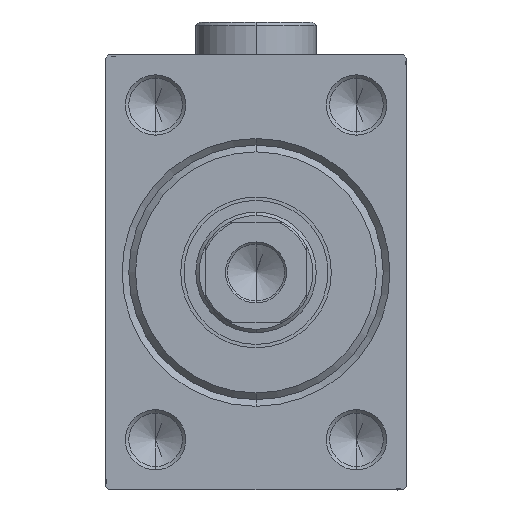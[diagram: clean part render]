
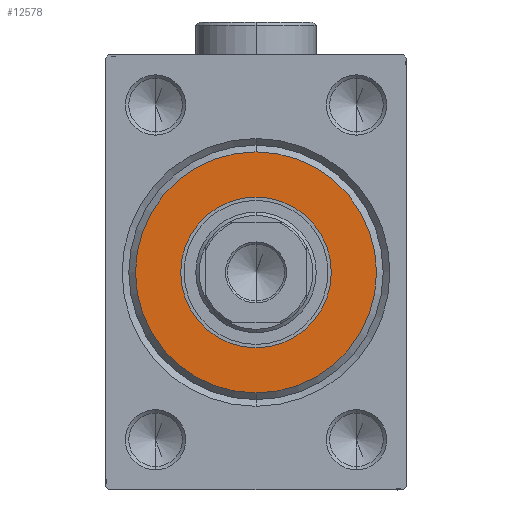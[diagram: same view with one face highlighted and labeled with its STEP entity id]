
A CAD part, left-side view. The second image highlights one B-rep face of the part: STEP entity #12578.
In plain terms, the highlighted face is planar.
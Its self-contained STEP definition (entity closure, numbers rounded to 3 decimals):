
#851 = DIRECTION ( 'NONE',  ( 0., 0., -1. ) ) ;
#3447 = CARTESIAN_POINT ( 'NONE',  ( 3., 0., 0. ) ) ;
#4521 = EDGE_LOOP ( 'NONE', ( #44490, #15326 ) ) ;
#6674 = DIRECTION ( 'NONE',  ( 1., 0., 0. ) ) ;
#8591 = EDGE_CURVE ( 'NONE', #34924, #29098, #22019, .T. ) ;
#9098 = AXIS2_PLACEMENT_3D ( 'NONE', #21640, #39370, #851 ) ;
#9917 = FACE_OUTER_BOUND ( 'NONE', #26923, .T. ) ;
#10159 = DIRECTION ( 'NONE',  ( 0., 0., -1. ) ) ;
#10595 = DIRECTION ( 'NONE',  ( 1., 0., 0. ) ) ;
#12578 = ADVANCED_FACE ( 'NONE', ( #9917, #44474 ), #23976, .T. ) ;
#13450 = AXIS2_PLACEMENT_3D ( 'NONE', #41500, #27216, #10159 ) ;
#13575 = AXIS2_PLACEMENT_3D ( 'NONE', #33359, #43720, #19544 ) ;
#15326 = ORIENTED_EDGE ( 'NONE', *, *, #41047, .F. ) ;
#16228 = AXIS2_PLACEMENT_3D ( 'NONE', #41256, #6674, #41708 ) ;
#16746 = ORIENTED_EDGE ( 'NONE', *, *, #23077, .T. ) ;
#17983 = DIRECTION ( 'NONE',  ( 0., 0., -1. ) ) ;
#19544 = DIRECTION ( 'NONE',  ( 0., 0., -1. ) ) ;
#19789 = VERTEX_POINT ( 'NONE', #22216 ) ;
#21640 = CARTESIAN_POINT ( 'NONE',  ( 3., 0., 0. ) ) ;
#22019 = CIRCLE ( 'NONE', #27908, 18. ) ;
#22216 = CARTESIAN_POINT ( 'NONE',  ( 3., 0., 11.25 ) ) ;
#23077 = EDGE_CURVE ( 'NONE', #29098, #34924, #36271, .T. ) ;
#23818 = CIRCLE ( 'NONE', #9098, 11.25 ) ;
#23875 = CIRCLE ( 'NONE', #13575, 11.25 ) ;
#23976 = PLANE ( 'NONE',  #16228 ) ;
#25266 = EDGE_CURVE ( 'NONE', #28170, #19789, #23818, .T. ) ;
#26923 = EDGE_LOOP ( 'NONE', ( #41344, #16746 ) ) ;
#27216 = DIRECTION ( 'NONE',  ( 1., 0., 0. ) ) ;
#27908 = AXIS2_PLACEMENT_3D ( 'NONE', #3447, #10595, #17983 ) ;
#28170 = VERTEX_POINT ( 'NONE', #38024 ) ;
#29098 = VERTEX_POINT ( 'NONE', #37507 ) ;
#33359 = CARTESIAN_POINT ( 'NONE',  ( 3., 0., 0. ) ) ;
#34924 = VERTEX_POINT ( 'NONE', #40478 ) ;
#36271 = CIRCLE ( 'NONE', #13450, 18. ) ;
#37507 = CARTESIAN_POINT ( 'NONE',  ( 3., 0., -18. ) ) ;
#38024 = CARTESIAN_POINT ( 'NONE',  ( 3., 0., -11.25 ) ) ;
#39370 = DIRECTION ( 'NONE',  ( 1., 0., 0. ) ) ;
#40478 = CARTESIAN_POINT ( 'NONE',  ( 3., 0., 18. ) ) ;
#41047 = EDGE_CURVE ( 'NONE', #19789, #28170, #23875, .T. ) ;
#41256 = CARTESIAN_POINT ( 'NONE',  ( 3., 0., 0. ) ) ;
#41344 = ORIENTED_EDGE ( 'NONE', *, *, #8591, .T. ) ;
#41500 = CARTESIAN_POINT ( 'NONE',  ( 3., 0., 0. ) ) ;
#41708 = DIRECTION ( 'NONE',  ( 0., 0., -1. ) ) ;
#43720 = DIRECTION ( 'NONE',  ( 1., 0., 0. ) ) ;
#44474 = FACE_BOUND ( 'NONE', #4521, .T. ) ;
#44490 = ORIENTED_EDGE ( 'NONE', *, *, #25266, .F. ) ;
